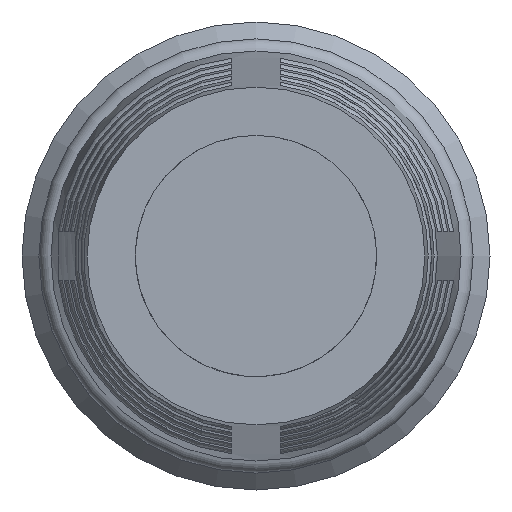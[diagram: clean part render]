
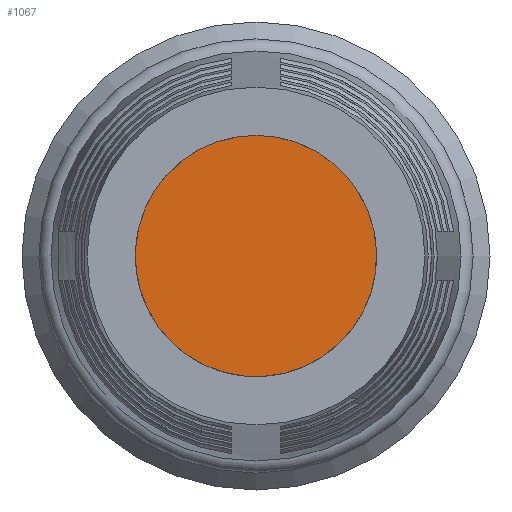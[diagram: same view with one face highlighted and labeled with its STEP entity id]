
A CAD part, left-side view. The second image highlights one B-rep face of the part: STEP entity #1067.
In plain terms, the highlighted planar face has unit normal (-1, 0, 0).
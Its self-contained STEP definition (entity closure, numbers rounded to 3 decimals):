
#312=PLANE('',#5542);
#1067=ADVANCED_FACE('',(#1406),#312,.T.);
#1406=FACE_OUTER_BOUND('',#1712,.T.);
#1712=EDGE_LOOP('',(#3138));
#2040=CIRCLE('',#5541,2.5);
#3138=ORIENTED_EDGE('',*,*,#4644,.F.);
#3977=VERTEX_POINT('',#10442);
#4644=EDGE_CURVE('',#3977,#3977,#2040,.T.);
#5541=AXIS2_PLACEMENT_3D('',#10441,#6603,#6604);
#5542=AXIS2_PLACEMENT_3D('',#10443,#6605,#6606);
#6603=DIRECTION('',(1.,0.,0.));
#6604=DIRECTION('',(0.,0.613,0.79));
#6605=DIRECTION('',(-1.,0.,0.));
#6606=DIRECTION('',(0.,-0.613,-0.79));
#10441=CARTESIAN_POINT('',(-32.6,0.,0.));
#10442=CARTESIAN_POINT('',(-32.6,1.531,1.976));
#10443=CARTESIAN_POINT('',(-32.6,0.,0.));
